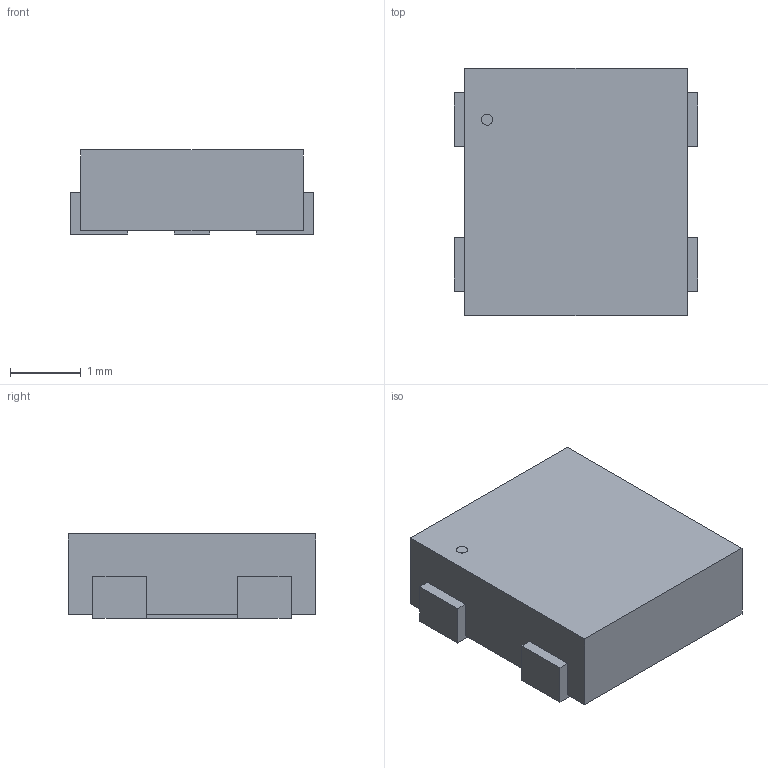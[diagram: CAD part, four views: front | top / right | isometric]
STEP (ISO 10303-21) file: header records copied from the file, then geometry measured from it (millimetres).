
FILE_DESCRIPTION(('STEP AP214'),'1');
FILE_NAME('LED_CREE_MLXXXX','2019-03-23T10:52:01',(''),(''),'','','');
FILE_SCHEMA(('AUTOMOTIVE_DESIGN'));
Length unit declared in the file: millimetre
Products named in the file (1): product
Bounding box: 3.45 x 3.51 x 1.2 mm (x, y, z)
Volume: 0 mm3; surface area: 49.5 mm2
Topology: 1 solids, 45 shells, 47 faces, 195 edges, 194 vertices
Faces by surface type: plane 46, cylinder 1
Full cylindrical faces by diameter (mm): 0.157 x1
Entity records: 2236 total; most frequent: CARTESIAN_POINT 437, VERTEX_POINT 386, DIRECTION 294, ORIENTED_EDGE 196, EDGE_CURVE 194, LINE 192, VECTOR 192, AXIS2_PLACEMENT_3D 51
